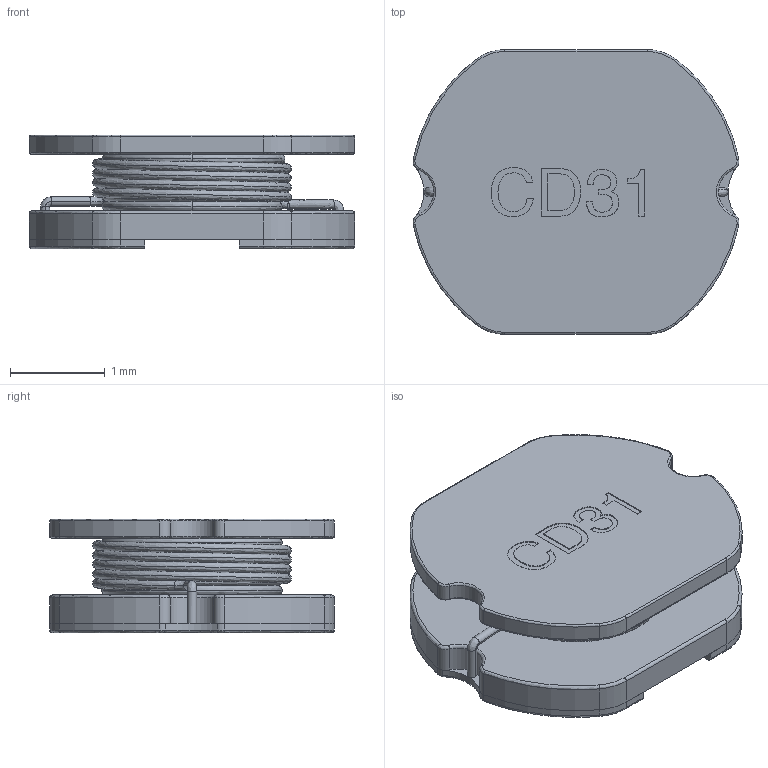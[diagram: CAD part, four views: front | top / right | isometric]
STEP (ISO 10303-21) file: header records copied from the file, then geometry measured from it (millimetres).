
FILE_DESCRIPTION (( 'STEP AP214' ), '1' );
FILE_NAME ('13.STEP', '2017-05-26T08:00:23', ( 'Charjie' ), ( 'Microsoft' ), 'SwSTEP 2.0', 'SolidWorks 2014', '' );
FILE_SCHEMA (( 'AUTOMOTIVE_DESIGN' ));
Length unit declared in the file: millimetre
Products named in the file (4): 13; CD32_2; CD31
Assembly tree (3 placements, depth 4):
  13
    CD32_2
      CD31
        CD31
Bounding box: 3.44 x 3 x 1.2 mm (x, y, z)
Volume: 6.9 mm3; surface area: 68.4 mm2
Topology: 4 solids, 4 shells, 229 faces, 549 edges, 333 vertices
Faces by surface type: bspline 131, cylinder 52, plane 46
Entity records: 13612 total; most frequent: CARTESIAN_POINT 6318, ORIENTED_EDGE 1098, DIRECTION 832, EDGE_CURVE 549, VERTEX_POINT 333, AXIS2_PLACEMENT_3D 327, EDGE_LOOP 238, UNCERTAINTY_MEASURE_WITH_UNIT 238
